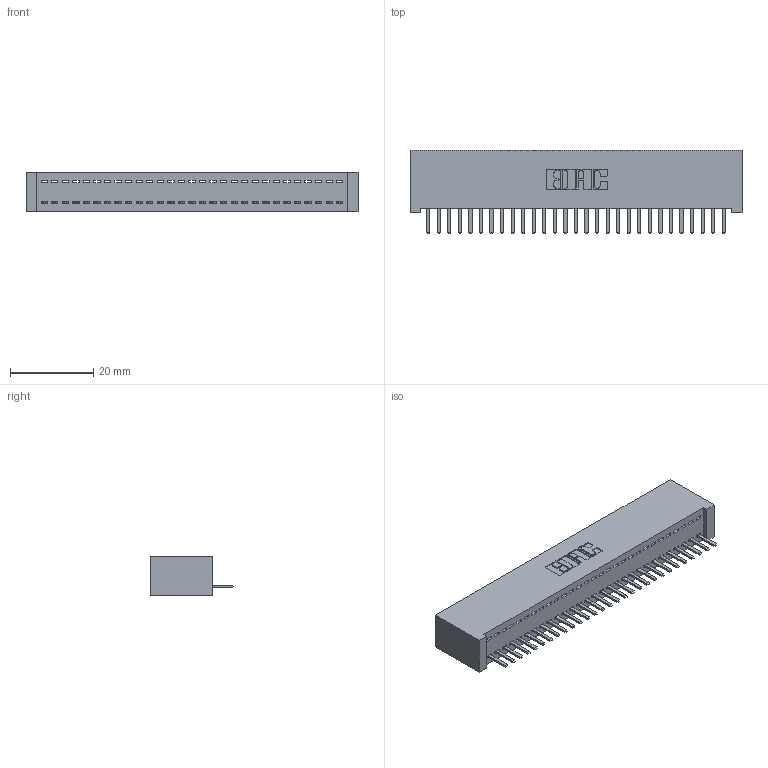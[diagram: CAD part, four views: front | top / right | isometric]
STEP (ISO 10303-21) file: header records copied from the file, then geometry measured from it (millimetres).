
FILE_DESCRIPTION (( 'STEP AP203' ), '1' );
FILE_NAME ('392-029-520-101.STEP', '2019-10-07T12:47:27', ( '' ), ( '' ), 'SwSTEP 2.0', 'SolidWorks 2016', '' );
FILE_SCHEMA (( 'CONFIG_CONTROL_DESIGN' ));
Length unit declared in the file: inch
Products named in the file (3): 342 Part_Lugless; 345-292-001_345-293-120; 392-029-520-101
Assembly tree (30 placements, depth 2):
  392-029-520-101
    342 Part_Lugless
    345-292-001_345-293-120  x29
Bounding box: 79.91 x 20.02 x 9.4 mm (x, y, z)
Volume: 7284 mm3; surface area: 10510.1 mm2
Topology: 30 solids, 30 shells, 1900 faces, 5611 edges, 3662 vertices
Faces by surface type: plane 1338, cylinder 562
Entity records: 19115 total; most frequent: CARTESIAN_POINT 3317, ORIENTED_EDGE 3270, DIRECTION 2805, EDGE_CURVE 1635, VECTOR 1511, LINE 1511, VERTEX_POINT 1086, AXIS2_PLACEMENT_3D 647
